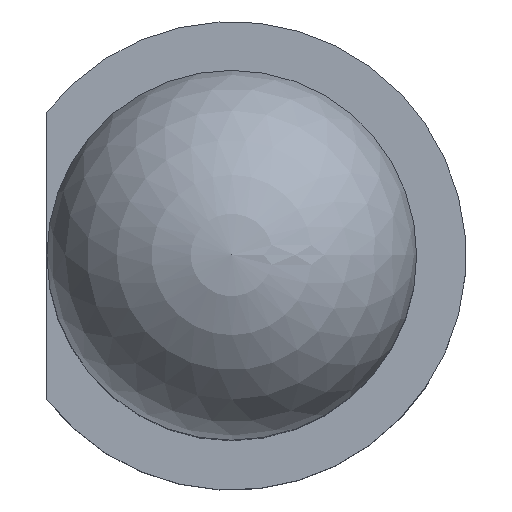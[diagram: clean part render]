
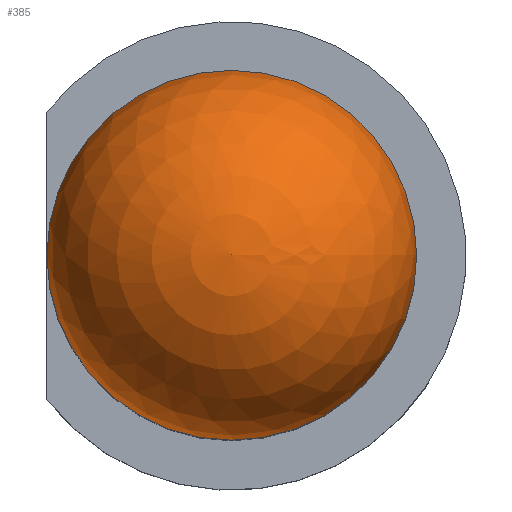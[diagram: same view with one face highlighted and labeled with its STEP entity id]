
A CAD part, top view. The second image highlights one B-rep face of the part: STEP entity #385.
In plain terms, the highlighted spherical face has radius 1.5 mm.
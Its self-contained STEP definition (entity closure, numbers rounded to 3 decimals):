
#385 = ADVANCED_FACE('',(#386),#401,.T.);
#386 = FACE_BOUND('',#387,.T.);
#387 = EDGE_LOOP('',(#388,#419,#420));
#388 = ORIENTED_EDGE('',*,*,#389,.T.);
#389 = EDGE_CURVE('',#390,#392,#394,.T.);
#390 = VERTEX_POINT('',#391);
#391 = CARTESIAN_POINT('',(6.77,-3.,6.8));
#392 = VERTEX_POINT('',#393);
#393 = CARTESIAN_POINT('',(5.27,-3.,8.3));
#394 = SEAM_CURVE('',#395,(#400,#412),.PCURVE_S1.);
#395 = CIRCLE('',#396,1.5);
#396 = AXIS2_PLACEMENT_3D('',#397,#398,#399);
#397 = CARTESIAN_POINT('',(5.27,-3.,6.8));
#398 = DIRECTION('',(0.,-1.,0.));
#399 = DIRECTION('',(1.,0.,0.));
#400 = PCURVE('',#401,#406);
#401 = SPHERICAL_SURFACE('',#402,1.5);
#402 = AXIS2_PLACEMENT_3D('',#403,#404,#405);
#403 = CARTESIAN_POINT('',(5.27,-3.,6.8));
#404 = DIRECTION('',(0.,0.,1.));
#405 = DIRECTION('',(1.,0.,0.));
#406 = DEFINITIONAL_REPRESENTATION('',(#407),#411);
#407 = LINE('',#408,#409);
#408 = CARTESIAN_POINT('',(6.283,0.));
#409 = VECTOR('',#410,1.);
#410 = DIRECTION('',(0.,1.));
#411 = ( GEOMETRIC_REPRESENTATION_CONTEXT(2) 
PARAMETRIC_REPRESENTATION_CONTEXT() REPRESENTATION_CONTEXT('2D SPACE',''
  ) );
#412 = PCURVE('',#401,#413);
#413 = DEFINITIONAL_REPRESENTATION('',(#414),#418);
#414 = LINE('',#415,#416);
#415 = CARTESIAN_POINT('',(0.,0.));
#416 = VECTOR('',#417,1.);
#417 = DIRECTION('',(0.,1.));
#418 = ( GEOMETRIC_REPRESENTATION_CONTEXT(2) 
PARAMETRIC_REPRESENTATION_CONTEXT() REPRESENTATION_CONTEXT('2D SPACE',''
  ) );
#419 = ORIENTED_EDGE('',*,*,#389,.F.);
#420 = ORIENTED_EDGE('',*,*,#421,.F.);
#421 = EDGE_CURVE('',#390,#390,#422,.T.);
#422 = SURFACE_CURVE('',#423,(#428,#457),.PCURVE_S1.);
#423 = CIRCLE('',#424,1.5);
#424 = AXIS2_PLACEMENT_3D('',#425,#426,#427);
#425 = CARTESIAN_POINT('',(5.27,-3.,6.8));
#426 = DIRECTION('',(0.,0.,-1.));
#427 = DIRECTION('',(1.,0.,0.));
#428 = PCURVE('',#401,#429);
#429 = DEFINITIONAL_REPRESENTATION('',(#430),#456);
#430 = B_SPLINE_CURVE_WITH_KNOTS('',3,(#431,#432,#433,#434,#435,#436,
    #437,#438,#439,#440,#441,#442,#443,#444,#445,#446,#447,#448,#449,
    #450,#451,#452,#453,#454,#455),.UNSPECIFIED.,.F.,.F.,(4,1,1,1,1,1,1,
    1,1,1,1,1,1,1,1,1,1,1,1,1,1,1,4),(0.,0.286,0.571,
    0.857,1.142,1.428,1.714,
    1.999,2.285,2.57,2.856,
    3.142,3.427,3.713,3.998,
    4.284,4.57,4.855,5.141,
    5.426,5.712,5.998,6.283),
  .QUASI_UNIFORM_KNOTS.);
#431 = CARTESIAN_POINT('',(6.283,0.));
#432 = CARTESIAN_POINT('',(6.188,0.));
#433 = CARTESIAN_POINT('',(5.998,0.));
#434 = CARTESIAN_POINT('',(5.712,0.));
#435 = CARTESIAN_POINT('',(5.426,0.));
#436 = CARTESIAN_POINT('',(5.141,0.));
#437 = CARTESIAN_POINT('',(4.855,0.));
#438 = CARTESIAN_POINT('',(4.57,0.));
#439 = CARTESIAN_POINT('',(4.284,0.));
#440 = CARTESIAN_POINT('',(3.998,0.));
#441 = CARTESIAN_POINT('',(3.713,0.));
#442 = CARTESIAN_POINT('',(3.427,0.));
#443 = CARTESIAN_POINT('',(3.142,0.));
#444 = CARTESIAN_POINT('',(2.856,0.));
#445 = CARTESIAN_POINT('',(2.57,0.));
#446 = CARTESIAN_POINT('',(2.285,0.));
#447 = CARTESIAN_POINT('',(1.999,0.));
#448 = CARTESIAN_POINT('',(1.714,0.));
#449 = CARTESIAN_POINT('',(1.428,0.));
#450 = CARTESIAN_POINT('',(1.142,0.));
#451 = CARTESIAN_POINT('',(0.857,0.));
#452 = CARTESIAN_POINT('',(0.571,0.));
#453 = CARTESIAN_POINT('',(0.286,0.));
#454 = CARTESIAN_POINT('',(0.095,0.));
#455 = CARTESIAN_POINT('',(0.,0.));
#456 = ( GEOMETRIC_REPRESENTATION_CONTEXT(2) 
PARAMETRIC_REPRESENTATION_CONTEXT() REPRESENTATION_CONTEXT('2D SPACE',''
  ) );
#457 = PCURVE('',#458,#463);
#458 = CYLINDRICAL_SURFACE('',#459,1.5);
#459 = AXIS2_PLACEMENT_3D('',#460,#461,#462);
#460 = CARTESIAN_POINT('',(5.27,-3.,6.8));
#461 = DIRECTION('',(0.,0.,-1.));
#462 = DIRECTION('',(1.,0.,0.));
#463 = DEFINITIONAL_REPRESENTATION('',(#464),#468);
#464 = LINE('',#465,#466);
#465 = CARTESIAN_POINT('',(0.,0.));
#466 = VECTOR('',#467,1.);
#467 = DIRECTION('',(1.,0.));
#468 = ( GEOMETRIC_REPRESENTATION_CONTEXT(2) 
PARAMETRIC_REPRESENTATION_CONTEXT() REPRESENTATION_CONTEXT('2D SPACE',''
  ) );
